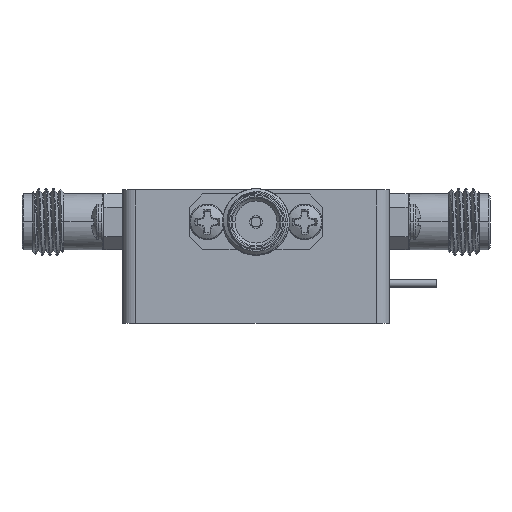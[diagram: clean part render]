
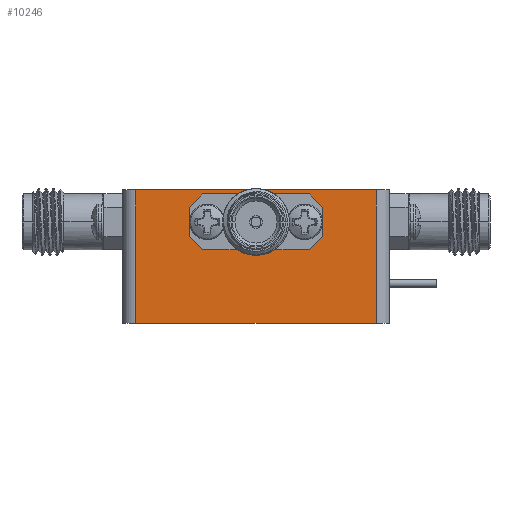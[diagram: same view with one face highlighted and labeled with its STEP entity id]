
A CAD part, left-side view. The second image highlights one B-rep face of the part: STEP entity #10246.
In plain terms, the highlighted planar face has unit normal (-1, 0, 0).
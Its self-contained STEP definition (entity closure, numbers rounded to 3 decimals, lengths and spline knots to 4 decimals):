
#2450 = VERTEX_POINT ( 'NONE', #70602 ) ;
#6262 = EDGE_CURVE ( 'NONE', #10076, #18629, #79211, .T. ) ;
#6283 = ORIENTED_EDGE ( 'NONE', *, *, #6262, .F. ) ;
#7151 = DIRECTION ( 'NONE',  ( 0., -1., 0. ) ) ;
#9401 = EDGE_CURVE ( 'NONE', #10076, #89723, #32193, .T. ) ;
#10076 = VERTEX_POINT ( 'NONE', #64292 ) ;
#10246 = ADVANCED_FACE ( 'NONE', ( #58226 ), #10688, .F. ) ;
#10688 = PLANE ( 'NONE',  #62500 ) ;
#12161 = DIRECTION ( 'NONE',  ( 0., -1., 0. ) ) ;
#12636 = VECTOR ( 'NONE', #93014, 39.3701 ) ;
#14409 = CARTESIAN_POINT ( 'NONE',  ( -0.5, -0.45, 0.25 ) ) ;
#16100 = ORIENTED_EDGE ( 'NONE', *, *, #9401, .T. ) ;
#18629 = VERTEX_POINT ( 'NONE', #14409 ) ;
#21395 = DIRECTION ( 'NONE',  ( 0., 0., -1. ) ) ;
#21536 = EDGE_CURVE ( 'NONE', #2450, #18629, #32052, .T. ) ;
#25207 = LINE ( 'NONE', #41109, #37714 ) ;
#30212 = EDGE_LOOP ( 'NONE', ( #81936, #57787, #6283, #16100 ) ) ;
#32052 = LINE ( 'NONE', #57710, #12636 ) ;
#32193 = LINE ( 'NONE', #86203, #34453 ) ;
#34208 = DIRECTION ( 'NONE',  ( 0., 0., -1. ) ) ;
#34453 = VECTOR ( 'NONE', #21395, 39.3701 ) ;
#37714 = VECTOR ( 'NONE', #12161, 39.3701 ) ;
#41109 = CARTESIAN_POINT ( 'NONE',  ( -0.5, -0.5, -0.25 ) ) ;
#51745 = CARTESIAN_POINT ( 'NONE',  ( -0.5, -0.5, 0.25 ) ) ;
#57710 = CARTESIAN_POINT ( 'NONE',  ( -0.5, -0.45, 0.25 ) ) ;
#57787 = ORIENTED_EDGE ( 'NONE', *, *, #21536, .T. ) ;
#58226 = FACE_OUTER_BOUND ( 'NONE', #30212, .T. ) ;
#59786 = VECTOR ( 'NONE', #7151, 39.3701 ) ;
#62500 = AXIS2_PLACEMENT_3D ( 'NONE', #76182, #85401, #34208 ) ;
#64292 = CARTESIAN_POINT ( 'NONE',  ( -0.5, 0.45, 0.25 ) ) ;
#67502 = CARTESIAN_POINT ( 'NONE',  ( -0.5, 0.45, -0.25 ) ) ;
#70602 = CARTESIAN_POINT ( 'NONE',  ( -0.5, -0.45, -0.25 ) ) ;
#76182 = CARTESIAN_POINT ( 'NONE',  ( -0.5, -0.5, 0.25 ) ) ;
#79211 = LINE ( 'NONE', #51745, #59786 ) ;
#81936 = ORIENTED_EDGE ( 'NONE', *, *, #93758, .T. ) ;
#85401 = DIRECTION ( 'NONE',  ( 1., 0., 0. ) ) ;
#86203 = CARTESIAN_POINT ( 'NONE',  ( -0.5, 0.45, 0.25 ) ) ;
#89723 = VERTEX_POINT ( 'NONE', #67502 ) ;
#93014 = DIRECTION ( 'NONE',  ( 0., 0., 1. ) ) ;
#93758 = EDGE_CURVE ( 'NONE', #89723, #2450, #25207, .T. ) ;
